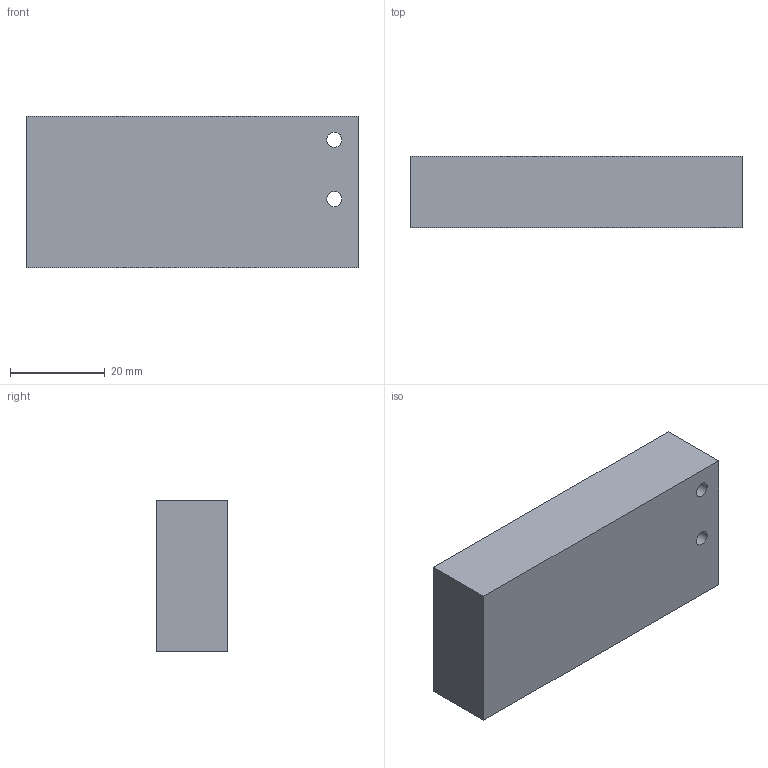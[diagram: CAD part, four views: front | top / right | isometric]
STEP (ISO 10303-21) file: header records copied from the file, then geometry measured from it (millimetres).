
FILE_DESCRIPTION(('FreeCAD Model'),'2;1');
FILE_NAME('supporto.step', '2017-10-09T15:52:12',('Author'),(''), 'Open CASCADE STEP processor 6.8','FreeCAD','Unknown');
FILE_SCHEMA(('AUTOMOTIVE_DESIGN_CC2 { 1 2 10303 214 -1 1 5 4 }'));
Length unit declared in the file: millimetre
Products named in the file (2): ASSEMBLY; horizontal_holes
Assembly tree (1 placements, depth 2):
  ASSEMBLY
    horizontal_holes
Bounding box: 70 x 15 x 32 mm (x, y, z)
Volume: 33117.5 mm3; surface area: 8111 mm2
Topology: 1 solids, 1 shells, 14 faces, 27 edges, 18 vertices
Faces by surface type: plane 9, cylinder 5
Full cylindrical faces by diameter (mm): 3.2 x5
Entity records: 789 total; most frequent: CARTESIAN_POINT 175, DIRECTION 113, LINE 61, VECTOR 61, ORIENTED_EDGE 54, PCURVE 54, DEFINITIONAL_REPRESENTATION 54, EDGE_CURVE 27
